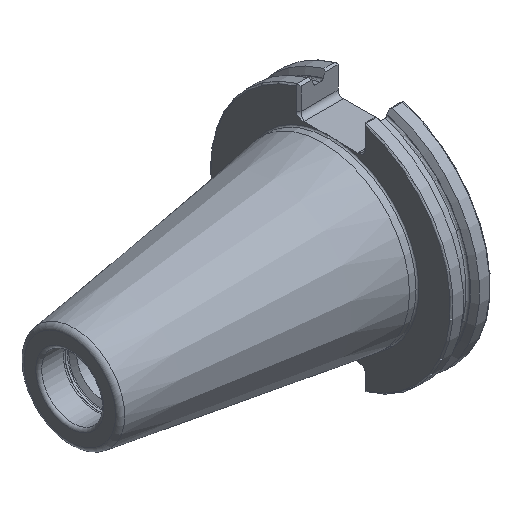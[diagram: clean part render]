
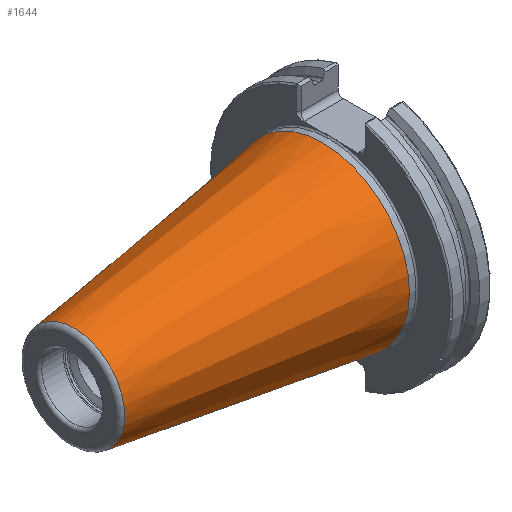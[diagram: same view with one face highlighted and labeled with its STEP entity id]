
A CAD part, isometric view. The second image highlights one B-rep face of the part: STEP entity #1644.
In plain terms, the highlighted conical face has half-angle 8.297 degrees and reference radius 34.925 mm.
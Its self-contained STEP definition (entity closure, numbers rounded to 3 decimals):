
#152 = DIRECTION ( 'NONE',  ( 0., 0., 1. ) ) ;
#162 = CARTESIAN_POINT ( 'NONE',  ( -99.889, 0., 0. ) ) ;
#503 = DIRECTION ( 'NONE',  ( 1., 0., 0. ) ) ;
#526 = DIRECTION ( 'NONE',  ( 0., 0., -1. ) ) ;
#621 = AXIS2_PLACEMENT_3D ( 'NONE', #862, #503, #526 ) ;
#816 = CONICAL_SURFACE ( 'NONE', #621, 34.925, 0.145 ) ;
#862 = CARTESIAN_POINT ( 'NONE',  ( 0., 0., 0. ) ) ;
#877 = CIRCLE ( 'NONE', #4108, 20.358 ) ;
#946 = VERTEX_POINT ( 'NONE', #2546 ) ;
#966 = EDGE_LOOP ( 'NONE', ( #4104 ) ) ;
#1070 = AXIS2_PLACEMENT_3D ( 'NONE', #1200, #1840, #1213 ) ;
#1115 = DIRECTION ( 'NONE',  ( -1., 0., 0. ) ) ;
#1200 = CARTESIAN_POINT ( 'NONE',  ( 0., 0., 0. ) ) ;
#1213 = DIRECTION ( 'NONE',  ( 0., 0., 1. ) ) ;
#1644 = ADVANCED_FACE ( 'NONE', ( #2462, #3968 ), #816, .T. ) ;
#1659 = EDGE_CURVE ( 'NONE', #946, #946, #1839, .T. ) ;
#1804 = EDGE_LOOP ( 'NONE', ( #1853 ) ) ;
#1839 = CIRCLE ( 'NONE', #1070, 34.925 ) ;
#1840 = DIRECTION ( 'NONE',  ( -1., 0., 0. ) ) ;
#1853 = ORIENTED_EDGE ( 'NONE', *, *, #2202, .F. ) ;
#1882 = CARTESIAN_POINT ( 'NONE',  ( -99.889, 0., 20.358 ) ) ;
#2202 = EDGE_CURVE ( 'NONE', #3476, #3476, #877, .T. ) ;
#2462 = FACE_BOUND ( 'NONE', #1804, .T. ) ;
#2546 = CARTESIAN_POINT ( 'NONE',  ( 0., 0., 34.925 ) ) ;
#3476 = VERTEX_POINT ( 'NONE', #1882 ) ;
#3968 = FACE_OUTER_BOUND ( 'NONE', #966, .T. ) ;
#4104 = ORIENTED_EDGE ( 'NONE', *, *, #1659, .T. ) ;
#4108 = AXIS2_PLACEMENT_3D ( 'NONE', #162, #1115, #152 ) ;
